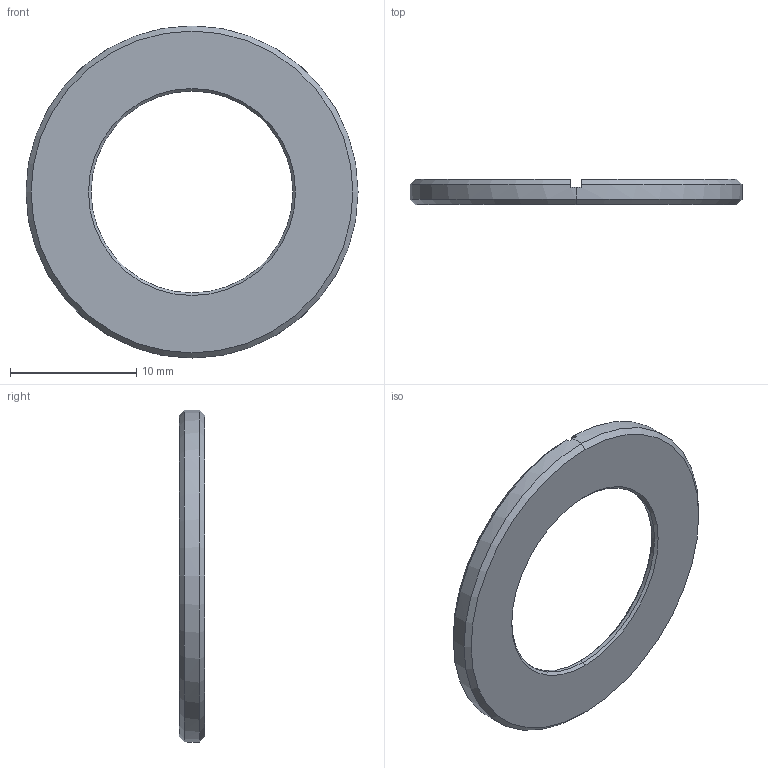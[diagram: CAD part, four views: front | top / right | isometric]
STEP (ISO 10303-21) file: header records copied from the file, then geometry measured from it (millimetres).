
FILE_DESCRIPTION (( 'STEP AP203' ), '1' );
FILE_NAME ('LMA-SM1-18.STEP', '2025-09-16T06:39:13', ( '' ), ( '' ), 'SwSTEP 2.0', 'SolidWorks 2020', '' );
FILE_SCHEMA (( 'CONFIG_CONTROL_DESIGN' ));
Length unit declared in the file: millimetre
Products named in the file (1): LMA-SM1-18
Bounding box: 26.3 x 2 x 26.3 mm (x, y, z)
Volume: 517.2 mm3; surface area: 916.6 mm2
Topology: 1 solids, 1 shells, 352 faces, 975 edges, 648 vertices
Faces by surface type: plane 253, bspline 83, cone 10, cylinder 6
Entity records: 14524 total; most frequent: CARTESIAN_POINT 5995, ORIENTED_EDGE 1950, DIRECTION 1371, EDGE_CURVE 975, LINE 771, VECTOR 771, VERTEX_POINT 648, EDGE_LOOP 377
